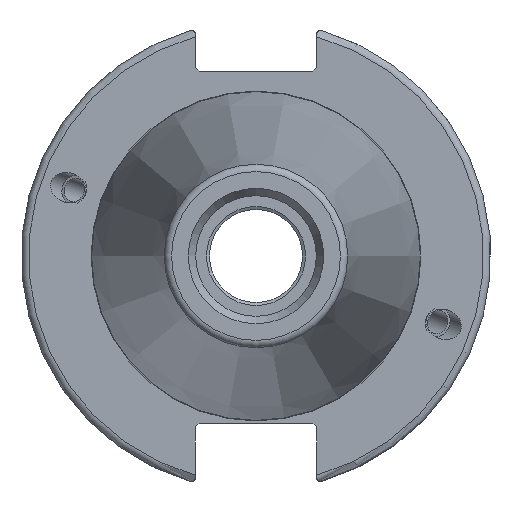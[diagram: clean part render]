
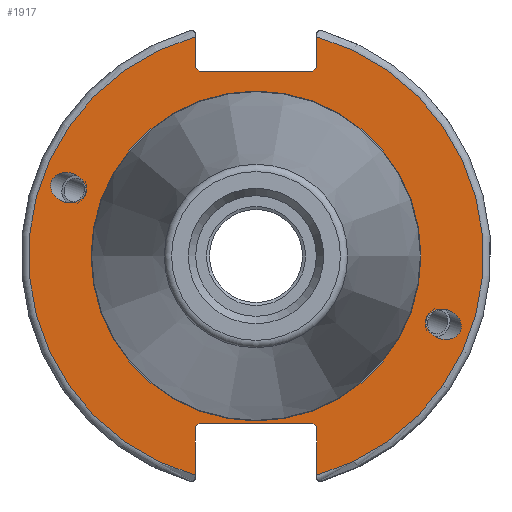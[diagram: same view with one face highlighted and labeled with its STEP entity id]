
A CAD part, left-side view. The second image highlights one B-rep face of the part: STEP entity #1917.
In plain terms, the highlighted planar face has unit normal (-1, 0, 0).
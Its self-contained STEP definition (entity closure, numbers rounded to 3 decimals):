
#94=ELLIPSE('',#2135,2.442,2.);
#103=ELLIPSE('',#2158,2.442,2.);
#130=PLANE('',#2168);
#203=FACE_BOUND('',#398,.T.);
#204=FACE_BOUND('',#399,.T.);
#205=FACE_BOUND('',#400,.T.);
#272=FACE_OUTER_BOUND('',#397,.T.);
#397=EDGE_LOOP('',(#1466,#1467,#1468,#1469,#1470,#1471,#1472,#1473,#1474,
#1475,#1476,#1477));
#398=EDGE_LOOP('',(#1478));
#399=EDGE_LOOP('',(#1479));
#400=EDGE_LOOP('',(#1480));
#520=LINE('',#3198,#634);
#521=LINE('',#3200,#635);
#522=LINE('',#3202,#636);
#523=LINE('',#3204,#637);
#524=LINE('',#3206,#638);
#525=LINE('',#3210,#639);
#526=LINE('',#3212,#640);
#527=LINE('',#3214,#641);
#528=LINE('',#3216,#642);
#529=LINE('',#3217,#643);
#634=VECTOR('',#2550,10.);
#635=VECTOR('',#2551,10.);
#636=VECTOR('',#2552,10.);
#637=VECTOR('',#2553,10.);
#638=VECTOR('',#2554,10.);
#639=VECTOR('',#2557,10.);
#640=VECTOR('',#2558,10.);
#641=VECTOR('',#2559,10.);
#642=VECTOR('',#2560,10.);
#643=VECTOR('',#2561,10.);
#756=CIRCLE('',#2166,22.3);
#758=CIRCLE('',#2169,30.75);
#759=CIRCLE('',#2170,30.75);
#865=VERTEX_POINT('',#3131);
#878=VERTEX_POINT('',#3174);
#883=VERTEX_POINT('',#3189);
#884=VERTEX_POINT('',#3194);
#885=VERTEX_POINT('',#3195);
#886=VERTEX_POINT('',#3197);
#887=VERTEX_POINT('',#3199);
#888=VERTEX_POINT('',#3201);
#889=VERTEX_POINT('',#3203);
#890=VERTEX_POINT('',#3205);
#891=VERTEX_POINT('',#3207);
#892=VERTEX_POINT('',#3209);
#893=VERTEX_POINT('',#3211);
#894=VERTEX_POINT('',#3213);
#895=VERTEX_POINT('',#3215);
#1071=EDGE_CURVE('',#865,#865,#94,.T.);
#1092=EDGE_CURVE('',#878,#878,#103,.T.);
#1099=EDGE_CURVE('',#883,#883,#756,.T.);
#1101=EDGE_CURVE('',#884,#885,#758,.T.);
#1102=EDGE_CURVE('',#884,#886,#520,.T.);
#1103=EDGE_CURVE('',#887,#886,#521,.T.);
#1104=EDGE_CURVE('',#887,#888,#522,.T.);
#1105=EDGE_CURVE('',#889,#888,#523,.T.);
#1106=EDGE_CURVE('',#889,#890,#524,.T.);
#1107=EDGE_CURVE('',#891,#890,#759,.T.);
#1108=EDGE_CURVE('',#891,#892,#525,.T.);
#1109=EDGE_CURVE('',#893,#892,#526,.T.);
#1110=EDGE_CURVE('',#893,#894,#527,.T.);
#1111=EDGE_CURVE('',#895,#894,#528,.T.);
#1112=EDGE_CURVE('',#895,#885,#529,.T.);
#1466=ORIENTED_EDGE('',*,*,#1101,.F.);
#1467=ORIENTED_EDGE('',*,*,#1102,.T.);
#1468=ORIENTED_EDGE('',*,*,#1103,.F.);
#1469=ORIENTED_EDGE('',*,*,#1104,.T.);
#1470=ORIENTED_EDGE('',*,*,#1105,.F.);
#1471=ORIENTED_EDGE('',*,*,#1106,.T.);
#1472=ORIENTED_EDGE('',*,*,#1107,.F.);
#1473=ORIENTED_EDGE('',*,*,#1108,.T.);
#1474=ORIENTED_EDGE('',*,*,#1109,.F.);
#1475=ORIENTED_EDGE('',*,*,#1110,.T.);
#1476=ORIENTED_EDGE('',*,*,#1111,.F.);
#1477=ORIENTED_EDGE('',*,*,#1112,.T.);
#1478=ORIENTED_EDGE('',*,*,#1071,.T.);
#1479=ORIENTED_EDGE('',*,*,#1092,.T.);
#1480=ORIENTED_EDGE('',*,*,#1099,.F.);
#1917=ADVANCED_FACE('',(#272,#203,#204,#205),#130,.T.);
#2135=AXIS2_PLACEMENT_3D('',#3133,#2471,#2472);
#2158=AXIS2_PLACEMENT_3D('',#3176,#2524,#2525);
#2166=AXIS2_PLACEMENT_3D('',#3191,#2542,#2543);
#2168=AXIS2_PLACEMENT_3D('',#3193,#2546,#2547);
#2169=AXIS2_PLACEMENT_3D('',#3196,#2548,#2549);
#2170=AXIS2_PLACEMENT_3D('',#3208,#2555,#2556);
#2471=DIRECTION('center_axis',(1.,0.,0.));
#2472=DIRECTION('ref_axis',(0.,-0.94,-0.342));
#2524=DIRECTION('center_axis',(1.,0.,0.));
#2525=DIRECTION('ref_axis',(0.,0.94,0.342));
#2542=DIRECTION('center_axis',(-1.,0.,0.));
#2543=DIRECTION('ref_axis',(0.,-1.,0.));
#2546=DIRECTION('center_axis',(-1.,0.,0.));
#2547=DIRECTION('ref_axis',(0.,0.,1.));
#2548=DIRECTION('center_axis',(1.,0.,0.));
#2549=DIRECTION('ref_axis',(0.,-1.,0.));
#2550=DIRECTION('',(0.,0.,-1.));
#2551=DIRECTION('',(0.,-0.707,0.707));
#2552=DIRECTION('',(0.,1.,0.));
#2553=DIRECTION('',(0.,-0.707,-0.707));
#2554=DIRECTION('',(0.,0.,1.));
#2555=DIRECTION('center_axis',(1.,0.,0.));
#2556=DIRECTION('ref_axis',(0.,1.,0.));
#2557=DIRECTION('',(0.,0.,1.));
#2558=DIRECTION('',(0.,0.707,-0.707));
#2559=DIRECTION('',(0.,-1.,0.));
#2560=DIRECTION('',(0.,0.707,0.707));
#2561=DIRECTION('',(0.,0.,-1.));
#3131=CARTESIAN_POINT('',(3.175,-23.077,-8.399));
#3133=CARTESIAN_POINT('Origin',(3.175,-25.372,-9.235));
#3174=CARTESIAN_POINT('',(3.175,23.077,8.399));
#3176=CARTESIAN_POINT('Origin',(3.175,25.372,9.235));
#3189=CARTESIAN_POINT('',(3.175,0.,22.3));
#3191=CARTESIAN_POINT('Origin',(3.175,0.,0.));
#3193=CARTESIAN_POINT('Origin',(3.175,31.75,0.));
#3194=CARTESIAN_POINT('',(3.175,-8.19,29.639));
#3195=CARTESIAN_POINT('',(3.175,-8.19,-29.639));
#3196=CARTESIAN_POINT('Origin',(3.175,0.,0.));
#3197=CARTESIAN_POINT('',(3.175,-8.19,25.5));
#3198=CARTESIAN_POINT('',(3.175,-8.19,12.5));
#3199=CARTESIAN_POINT('',(3.175,-7.69,25.));
#3200=CARTESIAN_POINT('',(3.175,8.295,9.015));
#3201=CARTESIAN_POINT('',(3.175,7.69,25.));
#3202=CARTESIAN_POINT('',(3.175,15.875,25.));
#3203=CARTESIAN_POINT('',(3.175,8.19,25.5));
#3204=CARTESIAN_POINT('',(3.175,7.58,24.89));
#3205=CARTESIAN_POINT('',(3.175,8.19,29.639));
#3206=CARTESIAN_POINT('',(3.175,8.19,12.5));
#3207=CARTESIAN_POINT('',(3.175,8.19,-29.639));
#3208=CARTESIAN_POINT('Origin',(3.175,0.,0.));
#3209=CARTESIAN_POINT('',(3.175,8.19,-23.1));
#3210=CARTESIAN_POINT('',(3.175,8.19,-11.3));
#3211=CARTESIAN_POINT('',(3.175,7.69,-22.6));
#3212=CARTESIAN_POINT('',(3.175,8.18,-23.09));
#3213=CARTESIAN_POINT('',(3.175,-7.69,-22.6));
#3214=CARTESIAN_POINT('',(3.175,15.875,-22.6));
#3215=CARTESIAN_POINT('',(3.175,-8.19,-23.1));
#3216=CARTESIAN_POINT('',(3.175,7.695,-7.215));
#3217=CARTESIAN_POINT('',(3.175,-8.19,-11.3));
